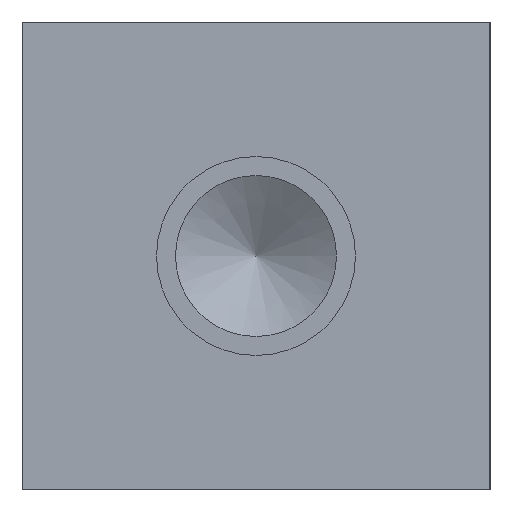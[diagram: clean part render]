
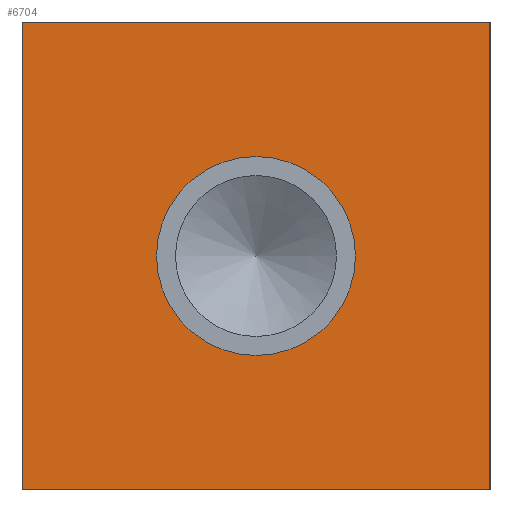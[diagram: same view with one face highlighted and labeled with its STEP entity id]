
A CAD part, left-side view. The second image highlights one B-rep face of the part: STEP entity #6704.
In plain terms, the highlighted planar face has unit normal (-1, 0, 0).
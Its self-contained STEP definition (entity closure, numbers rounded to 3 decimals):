
#100=CIRCLE('',#7022,10.795);
#101=CIRCLE('',#7023,10.795);
#144=FACE_BOUND('',#1088,.T.);
#365=PLANE('',#7025);
#705=FACE_OUTER_BOUND('',#1087,.T.);
#1087=EDGE_LOOP('',(#5948,#5949,#5950,#5951));
#1088=EDGE_LOOP('',(#5952,#5953));
#1353=LINE('',#10307,#2017);
#1757=LINE('',#11404,#2421);
#1758=LINE('',#11405,#2422);
#1759=LINE('',#11406,#2423);
#2017=VECTOR('',#7415,10.);
#2421=VECTOR('',#8293,10.);
#2422=VECTOR('',#8294,10.);
#2423=VECTOR('',#8295,10.);
#2901=VERTEX_POINT('',#10300);
#2904=VERTEX_POINT('',#10305);
#3229=VERTEX_POINT('',#11394);
#3230=VERTEX_POINT('',#11395);
#3231=VERTEX_POINT('',#11402);
#3232=VERTEX_POINT('',#11403);
#3661=EDGE_CURVE('',#2904,#2901,#1353,.T.);
#4139=EDGE_CURVE('',#3229,#3230,#100,.T.);
#4140=EDGE_CURVE('',#3230,#3229,#101,.T.);
#4143=EDGE_CURVE('',#3231,#3232,#1757,.T.);
#4144=EDGE_CURVE('',#3232,#2901,#1758,.T.);
#4145=EDGE_CURVE('',#3231,#2904,#1759,.T.);
#5948=ORIENTED_EDGE('',*,*,#4143,.T.);
#5949=ORIENTED_EDGE('',*,*,#4144,.T.);
#5950=ORIENTED_EDGE('',*,*,#3661,.F.);
#5951=ORIENTED_EDGE('',*,*,#4145,.F.);
#5952=ORIENTED_EDGE('',*,*,#4139,.T.);
#5953=ORIENTED_EDGE('',*,*,#4140,.T.);
#6704=ADVANCED_FACE('',(#705,#144),#365,.T.);
#7022=AXIS2_PLACEMENT_3D('',#11396,#8283,#8284);
#7023=AXIS2_PLACEMENT_3D('',#11397,#8285,#8286);
#7025=AXIS2_PLACEMENT_3D('',#11401,#8291,#8292);
#7415=DIRECTION('',(0.,-1.,0.));
#8283=DIRECTION('center_axis',(1.,0.,0.));
#8284=DIRECTION('ref_axis',(0.,1.,0.));
#8285=DIRECTION('center_axis',(1.,0.,0.));
#8286=DIRECTION('ref_axis',(0.,1.,0.));
#8291=DIRECTION('center_axis',(-1.,0.,0.));
#8292=DIRECTION('ref_axis',(0.,-1.,0.));
#8293=DIRECTION('',(0.,-1.,0.));
#8294=DIRECTION('',(0.,0.,1.));
#8295=DIRECTION('',(0.,0.,1.));
#10300=CARTESIAN_POINT('',(0.,0.,50.8));
#10305=CARTESIAN_POINT('',(0.,50.8,50.8));
#10307=CARTESIAN_POINT('',(0.,50.8,50.8));
#11394=CARTESIAN_POINT('',(0.,36.195,25.4));
#11395=CARTESIAN_POINT('',(0.,14.605,25.4));
#11396=CARTESIAN_POINT('Origin',(0.,25.4,25.4));
#11397=CARTESIAN_POINT('Origin',(0.,25.4,25.4));
#11401=CARTESIAN_POINT('Origin',(0.,50.8,0.));
#11402=CARTESIAN_POINT('',(0.,50.8,0.));
#11403=CARTESIAN_POINT('',(0.,0.,0.));
#11404=CARTESIAN_POINT('',(0.,50.8,0.));
#11405=CARTESIAN_POINT('',(0.,0.,0.));
#11406=CARTESIAN_POINT('',(0.,50.8,0.));
